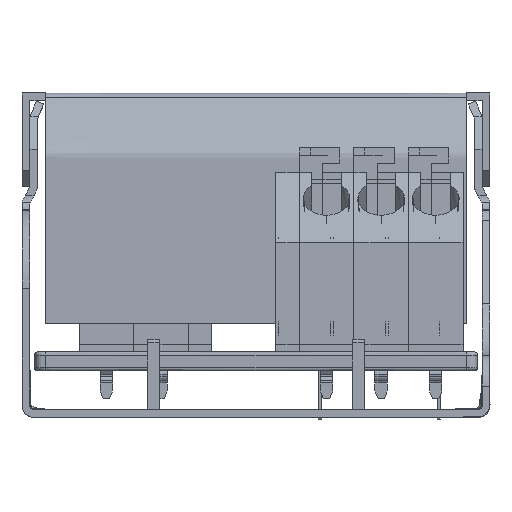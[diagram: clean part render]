
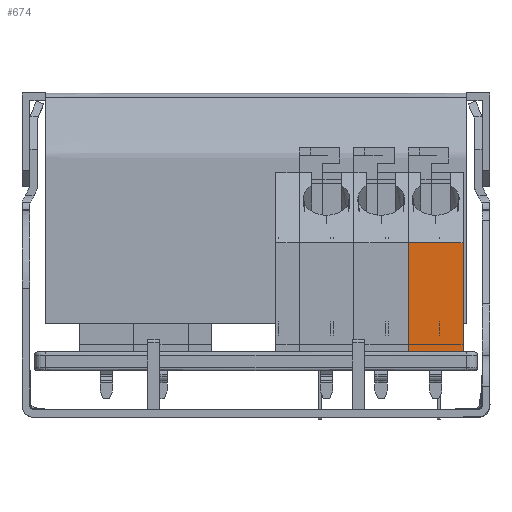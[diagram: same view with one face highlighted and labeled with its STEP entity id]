
A CAD part, left-side view. The second image highlights one B-rep face of the part: STEP entity #674.
In plain terms, the highlighted planar face has unit normal (-1, 0, 0).
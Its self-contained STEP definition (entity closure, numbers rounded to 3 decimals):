
#674=ADVANCED_FACE('',(#1437),#12017,.T.);
#1437=FACE_OUTER_BOUND('',#2242,.T.);
#2242=EDGE_LOOP('',(#5158,#5159,#5160,#5161));
#5158=ORIENTED_EDGE('',*,*,#7624,.T.);
#5159=ORIENTED_EDGE('',*,*,#7551,.F.);
#5160=ORIENTED_EDGE('',*,*,#7620,.F.);
#5161=ORIENTED_EDGE('',*,*,#7427,.F.);
#7427=EDGE_CURVE('',#10877,#10876,#9569,.T.);
#7551=EDGE_CURVE('',#10961,#10962,#9686,.T.);
#7620=EDGE_CURVE('',#10876,#10961,#9755,.T.);
#7624=EDGE_CURVE('',#10877,#10962,#9759,.T.);
#9569=B_SPLINE_CURVE_WITH_KNOTS('',1,(#21985,#21986),.UNSPECIFIED.,.F.,
 .F.,(2,2),(-7.,0.),.UNSPECIFIED.);
#9686=B_SPLINE_CURVE_WITH_KNOTS('',1,(#22265,#22266),.UNSPECIFIED.,.F.,
 .F.,(2,2),(0.,7.),.UNSPECIFIED.);
#9755=B_SPLINE_CURVE_WITH_KNOTS('',1,(#22403,#22404),.UNSPECIFIED.,.F.,
 .F.,(2,2),(0.,3.5),.UNSPECIFIED.);
#9759=B_SPLINE_CURVE_WITH_KNOTS('',1,(#22411,#22412),.UNSPECIFIED.,.F.,
 .F.,(2,2),(0.,3.5),.UNSPECIFIED.);
#10876=VERTEX_POINT('',#21235);
#10877=VERTEX_POINT('',#21236);
#10961=VERTEX_POINT('',#21320);
#10962=VERTEX_POINT('',#21321);
#12017=PLANE('',#12558);
#12558=AXIS2_PLACEMENT_3D('',#20820,#13082,$);
#13082=DIRECTION('',(-1.,0.,0.));
#20820=CARTESIAN_POINT('',(-126.1,-9.409,-16.812));
#21235=CARTESIAN_POINT('',(-126.1,-9.771,-9.1));
#21236=CARTESIAN_POINT('',(-126.1,-9.771,-16.1));
#21320=CARTESIAN_POINT('',(-126.1,-13.271,-9.1));
#21321=CARTESIAN_POINT('',(-126.1,-13.271,-16.1));
#21985=CARTESIAN_POINT('',(-126.1,-9.771,-16.1));
#21986=CARTESIAN_POINT('',(-126.1,-9.771,-9.1));
#22265=CARTESIAN_POINT('',(-126.1,-13.271,-9.1));
#22266=CARTESIAN_POINT('',(-126.1,-13.271,-16.1));
#22403=CARTESIAN_POINT('',(-126.1,-9.771,-9.1));
#22404=CARTESIAN_POINT('',(-126.1,-13.271,-9.1));
#22411=CARTESIAN_POINT('',(-126.1,-9.771,-16.1));
#22412=CARTESIAN_POINT('',(-126.1,-13.271,-16.1));
